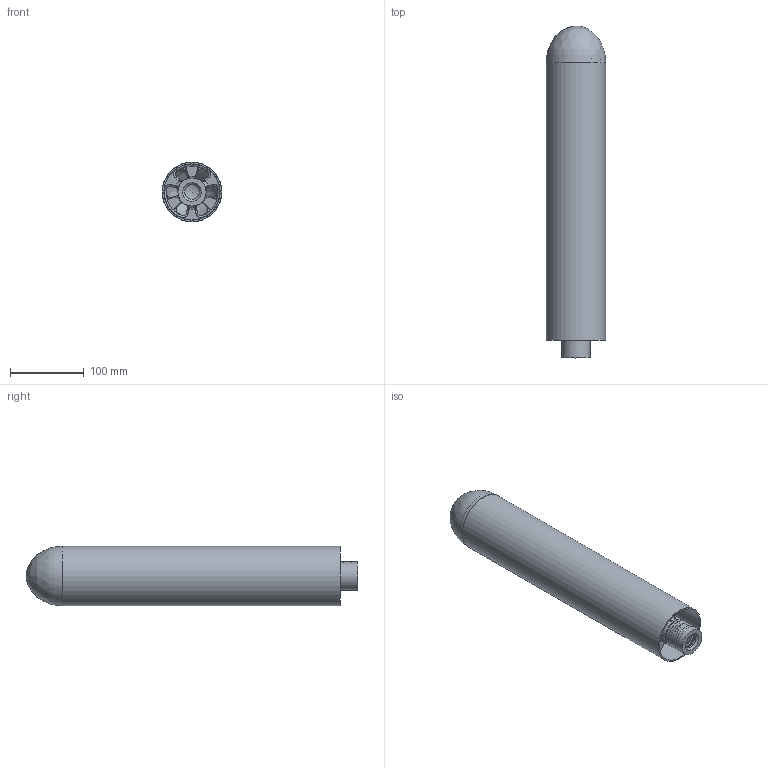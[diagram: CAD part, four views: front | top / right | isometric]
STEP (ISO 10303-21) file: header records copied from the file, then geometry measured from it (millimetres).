
FILE_DESCRIPTION(/* description */ (''),/* implementation_level */ '2;1');
FILE_NAME(/* name */ 'Assembly v2.step',/* time_stamp */ '2023-09-28T22:54:02-04:00',/* author */ (''),/* organization */ (''),/* preprocessor_version */ 'ST-DEVELOPER v20',/* originating_system */ 'Autodesk Translation Framework v12.14.0.127',/* authorisation */ '');
FILE_SCHEMA (('AUTOMOTIVE_DESIGN { 1 0 10303 214 3 1 1 }'));
Length unit declared in the file: millimetre
Products named in the file (6): Assembly; BigCardboardTube; NoseCone; LatchMech; Body; Retainer
Assembly tree (5 placements, depth 3):
  Assembly
    BigCardboardTube
    NoseCone
    LatchMech
      Body
      Retainer
Bounding box: 80.7 x 449 x 80.7 mm (x, y, z)
Volume: 292512.6 mm3; surface area: 268571.3 mm2
Topology: 4 solids, 4 shells, 216 faces, 560 edges, 342 vertices
Faces by surface type: cylinder 95, bspline 43, plane 37, torus 35, cone 6
Full cylindrical faces by diameter (mm): 20 x2, 25 x2, 30 x1, 31.132 x3, 31.97 x6, 35.703 x3, 36.438 x6, 38 x2, 71.2 x1, 73.2 x1, 75.2 x1, 76.2 x1, 80.2 x1
Entity records: 13708 total; most frequent: CARTESIAN_POINT 8580, ORIENTED_EDGE 1092, DIRECTION 963, EDGE_CURVE 546, AXIS2_PLACEMENT_3D 403, VERTEX_POINT 342, EDGE_LOOP 238, CIRCLE 218
